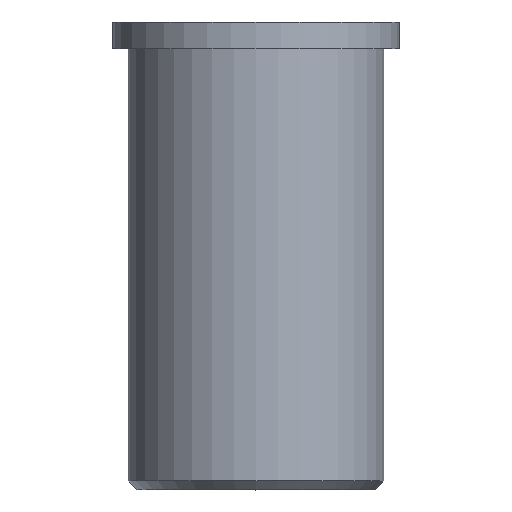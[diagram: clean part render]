
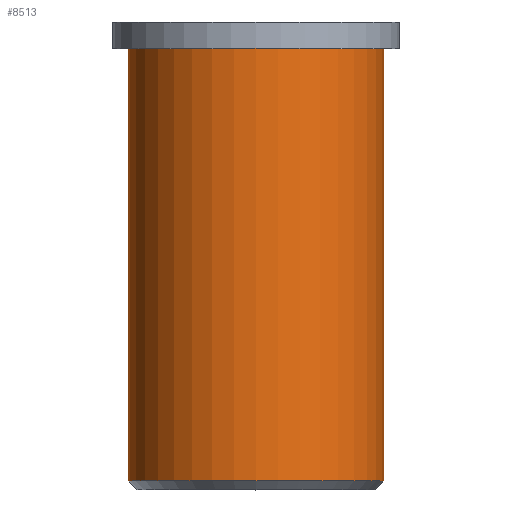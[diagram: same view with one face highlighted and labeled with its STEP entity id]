
A CAD part, top view. The second image highlights one B-rep face of the part: STEP entity #8513.
In plain terms, the highlighted cylindrical face has radius 3.683 mm (diameter 7.366 mm), a partial arc.
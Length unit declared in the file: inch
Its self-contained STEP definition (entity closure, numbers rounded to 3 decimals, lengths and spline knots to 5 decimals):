
#1106 = DIRECTION ( 'NONE',  ( 0., -1., 0. ) ) ;
#1107 = VECTOR ( 'NONE', #1106, 39.37008 ) ;
#1108 = CARTESIAN_POINT ( 'NONE',  ( 0.145, -0.265, 0. ) ) ;
#1109 = LINE ( 'NONE', #1108, #1107 ) ;
#1123 = DIRECTION ( 'NONE',  ( 0., -1., 0. ) ) ;
#1124 = AXIS2_PLACEMENT_3D ( 'NONE', #1131, #1123, #1174 ) ;
#1125 = CIRCLE ( 'NONE', #1124, 0.145 ) ;
#1126 = DIRECTION ( 'NONE',  ( 1., 0., 0. ) ) ;
#1127 = DIRECTION ( 'NONE',  ( 0., -1., 0. ) ) ;
#1128 = CARTESIAN_POINT ( 'NONE',  ( 0., -0.265, 0. ) ) ;
#1129 = AXIS2_PLACEMENT_3D ( 'NONE', #1128, #1127, #1126 ) ;
#1130 = CYLINDRICAL_SURFACE ( 'NONE', #1129, 0.145 ) ;
#1131 = CARTESIAN_POINT ( 'NONE',  ( 0., 0.235, 0. ) ) ;
#1132 = FACE_OUTER_BOUND ( 'NONE', #8514, .T. ) ;
#1168 = DIRECTION ( 'NONE',  ( 0., -1., 0. ) ) ;
#1169 = VECTOR ( 'NONE', #1168, 39.37008 ) ;
#1170 = CARTESIAN_POINT ( 'NONE',  ( -0.145, -0.265, 0. ) ) ;
#1171 = LINE ( 'NONE', #1170, #1169 ) ;
#1172 = CARTESIAN_POINT ( 'NONE',  ( -0.145, 0.235, 0. ) ) ;
#1173 = CARTESIAN_POINT ( 'NONE',  ( 0.145, 0.235, 0. ) ) ;
#1174 = DIRECTION ( 'NONE',  ( 1., 0., 0. ) ) ;
#8495 = ORIENTED_EDGE ( 'NONE', *, *, #8496, .F. ) ;
#8496 = EDGE_CURVE ( 'NONE', #8517, #10221, #1109, .T. ) ;
#8513 = ADVANCED_FACE ( 'NONE', ( #1132 ), #1130, .T. ) ;
#8514 = EDGE_LOOP ( 'NONE', ( #8515, #8519, #8521, #8495 ) ) ;
#8515 = ORIENTED_EDGE ( 'NONE', *, *, #8516, .T. ) ;
#8516 = EDGE_CURVE ( 'NONE', #8517, #8518, #1125, .T. ) ;
#8517 = VERTEX_POINT ( 'NONE', #1173 ) ;
#8518 = VERTEX_POINT ( 'NONE', #1172 ) ;
#8519 = ORIENTED_EDGE ( 'NONE', *, *, #8520, .T. ) ;
#8520 = EDGE_CURVE ( 'NONE', #8518, #10224, #1171, .T. ) ;
#8521 = ORIENTED_EDGE ( 'NONE', *, *, #10223, .F. ) ;
#10221 = VERTEX_POINT ( 'NONE', #12531 ) ;
#10223 = EDGE_CURVE ( 'NONE', #10221, #10224, #12530, .T. ) ;
#10224 = VERTEX_POINT ( 'NONE', #12525 ) ;
#12525 = CARTESIAN_POINT ( 'NONE',  ( -0.145, -0.255, 0. ) ) ;
#12526 = DIRECTION ( 'NONE',  ( 1., 0., 0. ) ) ;
#12527 = DIRECTION ( 'NONE',  ( 0., -1., 0. ) ) ;
#12528 = CARTESIAN_POINT ( 'NONE',  ( 0., -0.255, 0. ) ) ;
#12529 = AXIS2_PLACEMENT_3D ( 'NONE', #12528, #12527, #12526 ) ;
#12530 = CIRCLE ( 'NONE', #12529, 0.145 ) ;
#12531 = CARTESIAN_POINT ( 'NONE',  ( 0.145, -0.255, 0. ) ) ;
